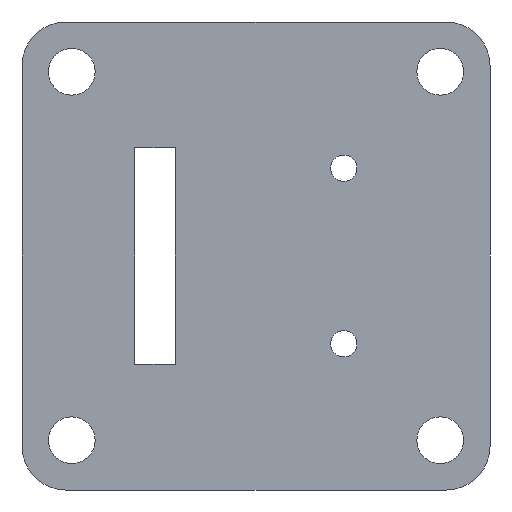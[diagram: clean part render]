
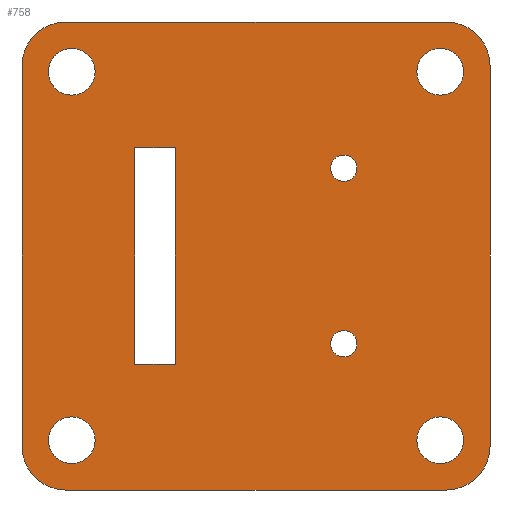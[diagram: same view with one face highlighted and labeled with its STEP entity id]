
A CAD part, front view. The second image highlights one B-rep face of the part: STEP entity #758.
In plain terms, the highlighted planar face has unit normal (0, -1, 0).
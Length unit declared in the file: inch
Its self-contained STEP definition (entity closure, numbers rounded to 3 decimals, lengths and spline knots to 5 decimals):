
#1=DIRECTION('',(-1.,0.,0.));
#2=VECTOR('',#1,0.1385);
#3=CARTESIAN_POINT('',(-0.276,0.,-0.37));
#4=LINE('',#3,#2);
#5=DIRECTION('',(0.,0.,-1.));
#6=VECTOR('',#5,0.74);
#7=CARTESIAN_POINT('',(-0.276,0.,0.37));
#8=LINE('',#7,#6);
#9=DIRECTION('',(1.,0.,0.));
#10=VECTOR('',#9,0.1385);
#11=CARTESIAN_POINT('',(-0.4145,0.,0.37));
#12=LINE('',#11,#10);
#13=DIRECTION('',(0.,0.,1.));
#14=VECTOR('',#13,0.74);
#15=CARTESIAN_POINT('',(-0.4145,0.,-0.37));
#16=LINE('',#15,#14);
#17=CARTESIAN_POINT('',(-0.63,0.,-0.63));
#18=DIRECTION('',(0.,1.,0.));
#19=DIRECTION('',(1.,0.,0.));
#20=AXIS2_PLACEMENT_3D('',#17,#18,#19);
#22=CARTESIAN_POINT('',(-0.63,0.,-0.63));
#23=DIRECTION('',(0.,1.,0.));
#24=DIRECTION('',(-1.,0.,0.));
#25=AXIS2_PLACEMENT_3D('',#22,#23,#24);
#27=CARTESIAN_POINT('',(0.62984,0.,-0.63));
#28=DIRECTION('',(0.,1.,0.));
#29=DIRECTION('',(1.,0.,0.));
#30=AXIS2_PLACEMENT_3D('',#27,#28,#29);
#32=CARTESIAN_POINT('',(0.62984,0.,-0.63));
#33=DIRECTION('',(0.,1.,0.));
#34=DIRECTION('',(-1.,0.,0.));
#35=AXIS2_PLACEMENT_3D('',#32,#33,#34);
#37=CARTESIAN_POINT('',(-0.63,0.,0.62984));
#38=DIRECTION('',(0.,1.,0.));
#39=DIRECTION('',(1.,0.,0.));
#40=AXIS2_PLACEMENT_3D('',#37,#38,#39);
#42=CARTESIAN_POINT('',(-0.63,0.,0.62984));
#43=DIRECTION('',(0.,1.,0.));
#44=DIRECTION('',(-1.,0.,0.));
#45=AXIS2_PLACEMENT_3D('',#42,#43,#44);
#47=CARTESIAN_POINT('',(0.62984,0.,0.62984));
#48=DIRECTION('',(0.,1.,0.));
#49=DIRECTION('',(1.,0.,0.));
#50=AXIS2_PLACEMENT_3D('',#47,#48,#49);
#52=CARTESIAN_POINT('',(0.62984,0.,0.62984));
#53=DIRECTION('',(0.,1.,0.));
#54=DIRECTION('',(-1.,0.,0.));
#55=AXIS2_PLACEMENT_3D('',#52,#53,#54);
#57=CARTESIAN_POINT('',(-0.65,0.,-0.65));
#58=DIRECTION('',(0.,-1.,0.));
#59=DIRECTION('',(-1.,0.,0.));
#60=AXIS2_PLACEMENT_3D('',#57,#58,#59);
#62=DIRECTION('',(0.,0.,1.));
#63=VECTOR('',#62,1.3);
#64=CARTESIAN_POINT('',(-0.8,0.,-0.65));
#65=LINE('',#64,#63);
#66=CARTESIAN_POINT('',(-0.65,0.,0.65));
#67=DIRECTION('',(0.,-1.,0.));
#68=DIRECTION('',(0.,0.,1.));
#69=AXIS2_PLACEMENT_3D('',#66,#67,#68);
#71=DIRECTION('',(1.,0.,0.));
#72=VECTOR('',#71,1.3);
#73=CARTESIAN_POINT('',(-0.65,0.,0.8));
#74=LINE('',#73,#72);
#75=CARTESIAN_POINT('',(0.65,0.,0.65));
#76=DIRECTION('',(0.,-1.,0.));
#77=DIRECTION('',(1.,0.,0.));
#78=AXIS2_PLACEMENT_3D('',#75,#76,#77);
#80=DIRECTION('',(0.,0.,-1.));
#81=VECTOR('',#80,1.3);
#82=CARTESIAN_POINT('',(0.8,0.,0.65));
#83=LINE('',#82,#81);
#84=CARTESIAN_POINT('',(0.65,0.,-0.65));
#85=DIRECTION('',(0.,-1.,0.));
#86=DIRECTION('',(0.,0.,-1.));
#87=AXIS2_PLACEMENT_3D('',#84,#85,#86);
#89=DIRECTION('',(-1.,0.,0.));
#90=VECTOR('',#89,1.3);
#91=CARTESIAN_POINT('',(0.65,0.,-0.8));
#92=LINE('',#91,#90);
#93=CARTESIAN_POINT('',(0.3,0.,0.3));
#94=DIRECTION('',(0.,1.,0.));
#95=DIRECTION('',(0.,0.,-1.));
#96=AXIS2_PLACEMENT_3D('',#93,#94,#95);
#98=CARTESIAN_POINT('',(0.3,0.,0.3));
#99=DIRECTION('',(0.,1.,0.));
#100=DIRECTION('',(0.,0.,1.));
#101=AXIS2_PLACEMENT_3D('',#98,#99,#100);
#103=CARTESIAN_POINT('',(0.3,0.,-0.3));
#104=DIRECTION('',(0.,1.,0.));
#105=DIRECTION('',(0.,0.,-1.));
#106=AXIS2_PLACEMENT_3D('',#103,#104,#105);
#108=CARTESIAN_POINT('',(0.3,0.,-0.3));
#109=DIRECTION('',(0.,1.,0.));
#110=DIRECTION('',(0.,0.,1.));
#111=AXIS2_PLACEMENT_3D('',#108,#109,#110);
#529=CARTESIAN_POINT('',(-0.276,0.,-0.37));
#530=CARTESIAN_POINT('',(-0.4145,0.,-0.37));
#531=VERTEX_POINT('',#529);
#532=VERTEX_POINT('',#530);
#533=CARTESIAN_POINT('',(-0.4145,0.,0.37));
#534=VERTEX_POINT('',#533);
#535=CARTESIAN_POINT('',(-0.276,0.,0.37));
#536=VERTEX_POINT('',#535);
#545=CARTESIAN_POINT('',(-0.55,0.,-0.63));
#546=CARTESIAN_POINT('',(-0.71,0.,-0.63));
#547=VERTEX_POINT('',#545);
#548=VERTEX_POINT('',#546);
#553=CARTESIAN_POINT('',(0.70984,0.,-0.63));
#554=CARTESIAN_POINT('',(0.54984,0.,-0.63));
#555=VERTEX_POINT('',#553);
#556=VERTEX_POINT('',#554);
#561=CARTESIAN_POINT('',(-0.55,0.,0.62984));
#562=CARTESIAN_POINT('',(-0.71,0.,0.62984));
#563=VERTEX_POINT('',#561);
#564=VERTEX_POINT('',#562);
#569=CARTESIAN_POINT('',(0.70984,0.,0.62984));
#570=CARTESIAN_POINT('',(0.54984,0.,0.62984));
#571=VERTEX_POINT('',#569);
#572=VERTEX_POINT('',#570);
#577=CARTESIAN_POINT('',(-0.8,0.,-0.65));
#578=CARTESIAN_POINT('',(-0.65,0.,-0.8));
#579=VERTEX_POINT('',#577);
#580=VERTEX_POINT('',#578);
#585=CARTESIAN_POINT('',(-0.65,0.,0.8));
#586=CARTESIAN_POINT('',(-0.8,0.,0.65));
#587=VERTEX_POINT('',#585);
#588=VERTEX_POINT('',#586);
#593=CARTESIAN_POINT('',(0.8,0.,0.65));
#594=CARTESIAN_POINT('',(0.65,0.,0.8));
#595=VERTEX_POINT('',#593);
#596=VERTEX_POINT('',#594);
#601=CARTESIAN_POINT('',(0.65,0.,-0.8));
#602=CARTESIAN_POINT('',(0.8,0.,-0.65));
#603=VERTEX_POINT('',#601);
#604=VERTEX_POINT('',#602);
#681=CARTESIAN_POINT('',(0.3,0.,0.255));
#682=VERTEX_POINT('',#681);
#683=CARTESIAN_POINT('',(0.3,0.,0.345));
#684=VERTEX_POINT('',#683);
#685=CARTESIAN_POINT('',(0.3,0.,-0.345));
#686=VERTEX_POINT('',#685);
#687=CARTESIAN_POINT('',(0.3,0.,-0.255));
#688=VERTEX_POINT('',#687);
#689=CARTESIAN_POINT('',(0.,0.,0.));
#690=DIRECTION('',(0.,1.,0.));
#691=DIRECTION('',(1.,0.,0.));
#692=AXIS2_PLACEMENT_3D('',#689,#690,#691);
#693=PLANE('',#692);
#695=ORIENTED_EDGE('',*,*,#694,.F.);
#697=ORIENTED_EDGE('',*,*,#696,.T.);
#699=ORIENTED_EDGE('',*,*,#698,.F.);
#701=ORIENTED_EDGE('',*,*,#700,.T.);
#703=ORIENTED_EDGE('',*,*,#702,.F.);
#705=ORIENTED_EDGE('',*,*,#704,.T.);
#707=ORIENTED_EDGE('',*,*,#706,.F.);
#709=ORIENTED_EDGE('',*,*,#708,.T.);
#710=EDGE_LOOP('',(#695,#697,#699,#701,#703,#705,#707,#709));
#711=FACE_OUTER_BOUND('',#710,.F.);
#713=ORIENTED_EDGE('',*,*,#712,.F.);
#715=ORIENTED_EDGE('',*,*,#714,.F.);
#716=EDGE_LOOP('',(#713,#715));
#717=FACE_BOUND('',#716,.F.);
#719=ORIENTED_EDGE('',*,*,#718,.F.);
#721=ORIENTED_EDGE('',*,*,#720,.F.);
#722=EDGE_LOOP('',(#719,#721));
#723=FACE_BOUND('',#722,.F.);
#725=ORIENTED_EDGE('',*,*,#724,.F.);
#727=ORIENTED_EDGE('',*,*,#726,.F.);
#728=EDGE_LOOP('',(#725,#727));
#729=FACE_BOUND('',#728,.F.);
#731=ORIENTED_EDGE('',*,*,#730,.F.);
#733=ORIENTED_EDGE('',*,*,#732,.F.);
#734=EDGE_LOOP('',(#731,#733));
#735=FACE_BOUND('',#734,.F.);
#737=ORIENTED_EDGE('',*,*,#736,.F.);
#739=ORIENTED_EDGE('',*,*,#738,.F.);
#741=ORIENTED_EDGE('',*,*,#740,.F.);
#743=ORIENTED_EDGE('',*,*,#742,.F.);
#744=EDGE_LOOP('',(#737,#739,#741,#743));
#745=FACE_BOUND('',#744,.F.);
#747=ORIENTED_EDGE('',*,*,#746,.F.);
#749=ORIENTED_EDGE('',*,*,#748,.F.);
#750=EDGE_LOOP('',(#747,#749));
#751=FACE_BOUND('',#750,.F.);
#753=ORIENTED_EDGE('',*,*,#752,.F.);
#755=ORIENTED_EDGE('',*,*,#754,.F.);
#756=EDGE_LOOP('',(#753,#755));
#757=FACE_BOUND('',#756,.F.);
#758=ADVANCED_FACE('',(#711,#717,#723,#729,#735,#745,#751,#757),#693,.F.);
#21=CIRCLE('',#20,0.08);
#26=CIRCLE('',#25,0.08);
#31=CIRCLE('',#30,0.08);
#36=CIRCLE('',#35,0.08);
#41=CIRCLE('',#40,0.08);
#46=CIRCLE('',#45,0.08);
#51=CIRCLE('',#50,0.08);
#56=CIRCLE('',#55,0.08);
#61=CIRCLE('',#60,0.15);
#70=CIRCLE('',#69,0.15);
#79=CIRCLE('',#78,0.15);
#88=CIRCLE('',#87,0.15);
#97=CIRCLE('',#96,0.045);
#102=CIRCLE('',#101,0.045);
#107=CIRCLE('',#106,0.045);
#112=CIRCLE('',#111,0.045);
#694=EDGE_CURVE('',#579,#580,#61,.T.);
#696=EDGE_CURVE('',#579,#588,#65,.T.);
#698=EDGE_CURVE('',#587,#588,#70,.T.);
#700=EDGE_CURVE('',#587,#596,#74,.T.);
#702=EDGE_CURVE('',#595,#596,#79,.T.);
#704=EDGE_CURVE('',#595,#604,#83,.T.);
#706=EDGE_CURVE('',#603,#604,#88,.T.);
#708=EDGE_CURVE('',#603,#580,#92,.T.);
#712=EDGE_CURVE('',#547,#548,#21,.T.);
#714=EDGE_CURVE('',#548,#547,#26,.T.);
#718=EDGE_CURVE('',#555,#556,#31,.T.);
#720=EDGE_CURVE('',#556,#555,#36,.T.);
#724=EDGE_CURVE('',#563,#564,#41,.T.);
#726=EDGE_CURVE('',#564,#563,#46,.T.);
#730=EDGE_CURVE('',#571,#572,#51,.T.);
#732=EDGE_CURVE('',#572,#571,#56,.T.);
#736=EDGE_CURVE('',#531,#532,#4,.T.);
#738=EDGE_CURVE('',#536,#531,#8,.T.);
#740=EDGE_CURVE('',#534,#536,#12,.T.);
#742=EDGE_CURVE('',#532,#534,#16,.T.);
#746=EDGE_CURVE('',#682,#684,#97,.T.);
#748=EDGE_CURVE('',#684,#682,#102,.T.);
#752=EDGE_CURVE('',#686,#688,#107,.T.);
#754=EDGE_CURVE('',#688,#686,#112,.T.);
